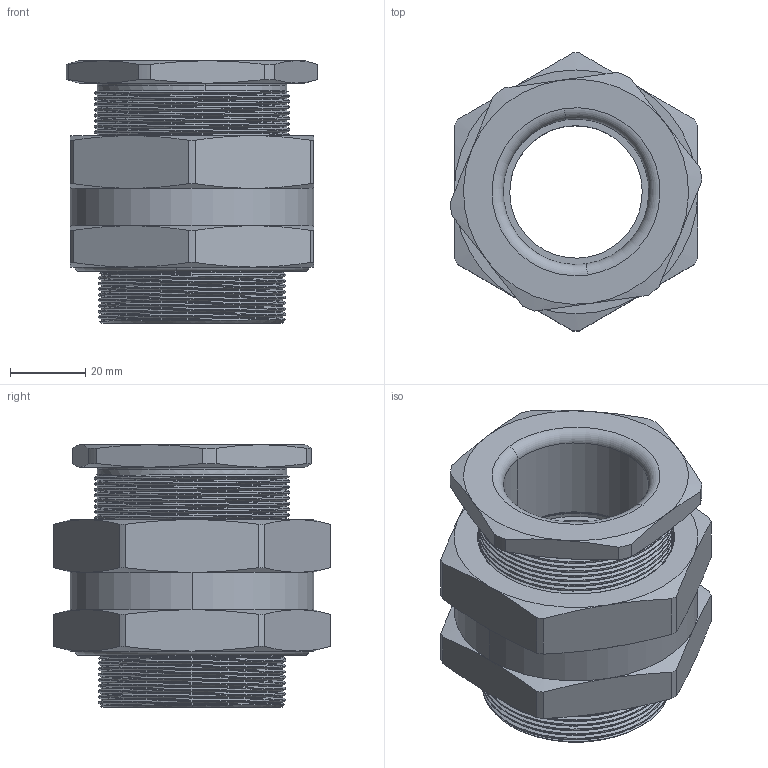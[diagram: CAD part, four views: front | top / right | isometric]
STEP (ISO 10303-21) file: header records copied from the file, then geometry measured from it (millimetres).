
FILE_DESCRIPTION (( 'STEP AP203' ), '1' );
FILE_NAME ('M50-G2-15mm D620.step', '2025-04-03T12:52:47', ( '' ), ( '' ), 'SwSTEP 2.0', 'SolidWorks 2022', '' );
FILE_SCHEMA (( 'CONFIG_CONTROL_DESIGN' ));
Length unit declared in the file: millimetre
Products named in the file (6): 750A109768; 750A109737; M50-G2-15mm D620; 750A108457; 750A107274; O-Ring for M50_Juks
Assembly tree (5 placements, depth 2):
  M50-G2-15mm D620
    750A108457
    750A109737
    750A107274
    750A109768
    O-Ring for M50_Juks
Bounding box: 67.05 x 74.05 x 70 mm (x, y, z)
Volume: 120476.4 mm3; surface area: 50748.7 mm2
Topology: 5 solids, 5 shells, 597 faces, 1593 edges, 1040 vertices
Faces by surface type: cylinder 182, bspline 175, plane 174, cone 56, torus 10
Entity records: 32800 total; most frequent: CARTESIAN_POINT 19374, ORIENTED_EDGE 3186, DIRECTION 1896, EDGE_CURVE 1593, VERTEX_POINT 1040, VECTOR 722, LINE 722, EDGE_LOOP 641
